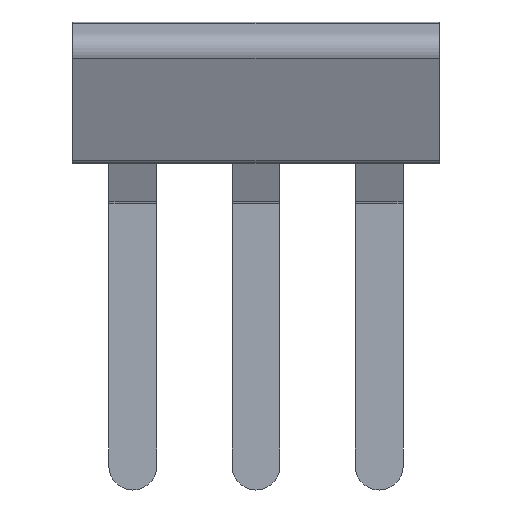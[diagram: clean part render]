
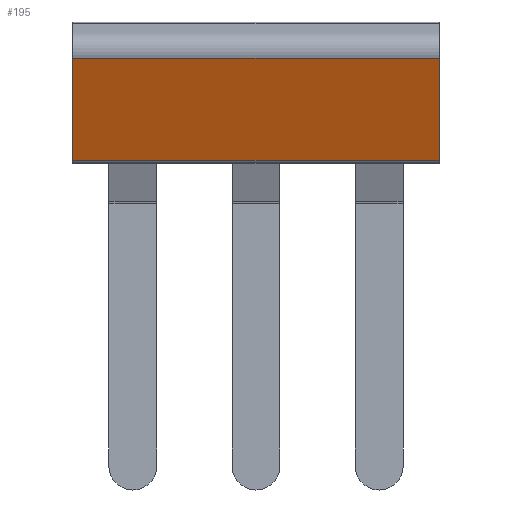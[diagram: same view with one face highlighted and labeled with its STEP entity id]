
A CAD part, front view. The second image highlights one B-rep face of the part: STEP entity #195.
In plain terms, the highlighted planar face has unit normal (0, -0.927, -0.375).
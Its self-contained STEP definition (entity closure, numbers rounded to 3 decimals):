
#168=AXIS2_PLACEMENT_3D('Plane Axis2P3D',#165,#166,#167) ;
#143=CARTESIAN_POINT('Vertex',(0.,0.058,18.022)) ;
#146=CARTESIAN_POINT('Line Origine',(7.64,0.058,18.022)) ;
#150=CARTESIAN_POINT('Vertex',(15.28,0.058,18.022)) ;
#165=CARTESIAN_POINT('Axis2P3D Location',(0.,1.779,13.763)) ;
#170=CARTESIAN_POINT('Line Origine',(0.,0.919,15.893)) ;
#174=CARTESIAN_POINT('Vertex',(0.,1.779,13.763)) ;
#177=CARTESIAN_POINT('Line Origine',(7.64,1.779,13.763)) ;
#181=CARTESIAN_POINT('Vertex',(15.28,1.779,13.763)) ;
#184=CARTESIAN_POINT('Line Origine',(15.28,0.919,15.893)) ;
#147=DIRECTION('Vector Direction',(1.,0.,0.)) ;
#166=DIRECTION('Axis2P3D Direction',(0.,0.927,0.375)) ;
#167=DIRECTION('Axis2P3D XDirection',(0.,-0.375,0.927)) ;
#171=DIRECTION('Vector Direction',(0.,-0.375,0.927)) ;
#178=DIRECTION('Vector Direction',(1.,0.,0.)) ;
#185=DIRECTION('Vector Direction',(0.,-0.375,0.927)) ;
#148=VECTOR('Line Direction',#147,1.) ;
#172=VECTOR('Line Direction',#171,1.) ;
#179=VECTOR('Line Direction',#178,1.) ;
#186=VECTOR('Line Direction',#185,1.) ;
#190=ORIENTED_EDGE('',*,*,#152,.F.) ;
#191=ORIENTED_EDGE('',*,*,#176,.T.) ;
#192=ORIENTED_EDGE('',*,*,#183,.T.) ;
#193=ORIENTED_EDGE('',*,*,#188,.F.) ;
#195=ADVANCED_FACE('ISPF QB PVC 3POL.1.1\\ISGF',(#194),#169,.F.) ;
#152=EDGE_CURVE('',#144,#151,#149,.T.) ;
#176=EDGE_CURVE('',#144,#175,#173,.F.) ;
#183=EDGE_CURVE('',#175,#182,#180,.T.) ;
#188=EDGE_CURVE('',#151,#182,#187,.F.) ;
#189=EDGE_LOOP('',(#190,#191,#192,#193)) ;
#194=FACE_OUTER_BOUND('',#189,.T.) ;
#149=LINE('Line',#146,#148) ;
#173=LINE('Line',#170,#172) ;
#180=LINE('Line',#177,#179) ;
#187=LINE('Line',#184,#186) ;
#169=PLANE('',#168) ;
#144=VERTEX_POINT('',#143) ;
#151=VERTEX_POINT('',#150) ;
#175=VERTEX_POINT('',#174) ;
#182=VERTEX_POINT('',#181) ;
